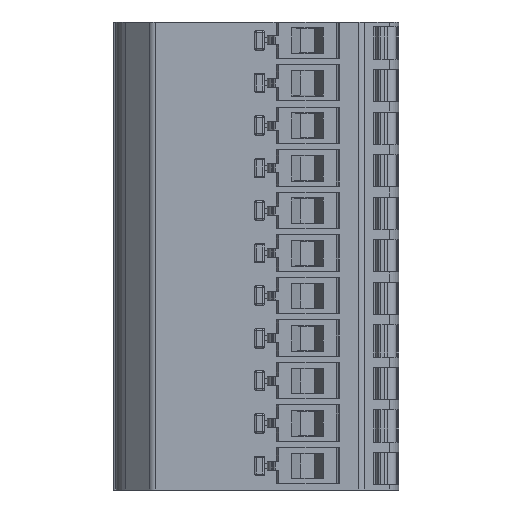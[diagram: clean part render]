
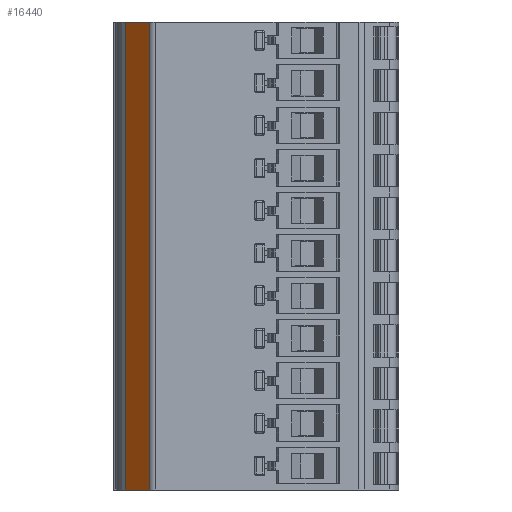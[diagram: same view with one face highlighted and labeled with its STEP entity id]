
A CAD part, front view. The second image highlights one B-rep face of the part: STEP entity #16440.
In plain terms, the highlighted planar face has unit normal (-0.707, -0.707, 0).
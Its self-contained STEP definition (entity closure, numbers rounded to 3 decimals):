
#5266 = EDGE_LOOP ( 'NONE', ( #24875, #54327, #44240, #12382 ) ) ;
#6560 = DIRECTION ( 'NONE',  ( -0.707, -0.707, 0. ) ) ;
#7057 = VERTEX_POINT ( 'NONE', #25525 ) ;
#7634 = CARTESIAN_POINT ( 'NONE',  ( -22.272, 18.359, -31.206 ) ) ;
#9444 = EDGE_CURVE ( 'NONE', #27637, #7057, #13906, .T. ) ;
#10299 = EDGE_CURVE ( 'NONE', #14023, #43670, #24833, .T. ) ;
#12382 = ORIENTED_EDGE ( 'NONE', *, *, #10299, .F. ) ;
#12490 = DIRECTION ( 'NONE',  ( 0., 0., -1. ) ) ;
#13129 = DIRECTION ( 'NONE',  ( 0., 0., 1. ) ) ;
#13906 = LINE ( 'NONE', #24756, #22917 ) ;
#14023 = VERTEX_POINT ( 'NONE', #48457 ) ;
#15368 = AXIS2_PLACEMENT_3D ( 'NONE', #50706, #6560, #55897 ) ;
#15704 = PLANE ( 'NONE',  #15368 ) ;
#16440 = ADVANCED_FACE ( 'NONE', ( #29396 ), #15704, .T. ) ;
#20012 = EDGE_CURVE ( 'NONE', #7057, #43670, #26923, .T. ) ;
#22917 = VECTOR ( 'NONE', #38126, 1000. ) ;
#24756 = CARTESIAN_POINT ( 'NONE',  ( -19.287, 15.374, -52.05 ) ) ;
#24833 = LINE ( 'NONE', #45360, #26848 ) ;
#24875 = ORIENTED_EDGE ( 'NONE', *, *, #34572, .T. ) ;
#25178 = CARTESIAN_POINT ( 'NONE',  ( -22.272, 18.359, -52.05 ) ) ;
#25525 = CARTESIAN_POINT ( 'NONE',  ( -19.287, 15.374, -52.05 ) ) ;
#26848 = VECTOR ( 'NONE', #27916, 1000. ) ;
#26923 = LINE ( 'NONE', #48362, #28281 ) ;
#27637 = VERTEX_POINT ( 'NONE', #25178 ) ;
#27916 = DIRECTION ( 'NONE',  ( 0.707, -0.707, 0. ) ) ;
#28281 = VECTOR ( 'NONE', #13129, 1000. ) ;
#29396 = FACE_OUTER_BOUND ( 'NONE', #5266, .T. ) ;
#34572 = EDGE_CURVE ( 'NONE', #14023, #27637, #48089, .T. ) ;
#38126 = DIRECTION ( 'NONE',  ( 0.707, -0.707, 0. ) ) ;
#43670 = VERTEX_POINT ( 'NONE', #43968 ) ;
#43968 = CARTESIAN_POINT ( 'NONE',  ( -19.287, 15.374, 5.15 ) ) ;
#44240 = ORIENTED_EDGE ( 'NONE', *, *, #20012, .T. ) ;
#45360 = CARTESIAN_POINT ( 'NONE',  ( -22.272, 18.359, 5.15 ) ) ;
#47366 = VECTOR ( 'NONE', #12490, 1000. ) ;
#48089 = LINE ( 'NONE', #7634, #47366 ) ;
#48362 = CARTESIAN_POINT ( 'NONE',  ( -19.287, 15.374, -31.206 ) ) ;
#48457 = CARTESIAN_POINT ( 'NONE',  ( -22.272, 18.359, 5.15 ) ) ;
#50706 = CARTESIAN_POINT ( 'NONE',  ( -19.287, 15.374, -31.206 ) ) ;
#54327 = ORIENTED_EDGE ( 'NONE', *, *, #9444, .T. ) ;
#55897 = DIRECTION ( 'NONE',  ( 0.707, -0.707, 0. ) ) ;
